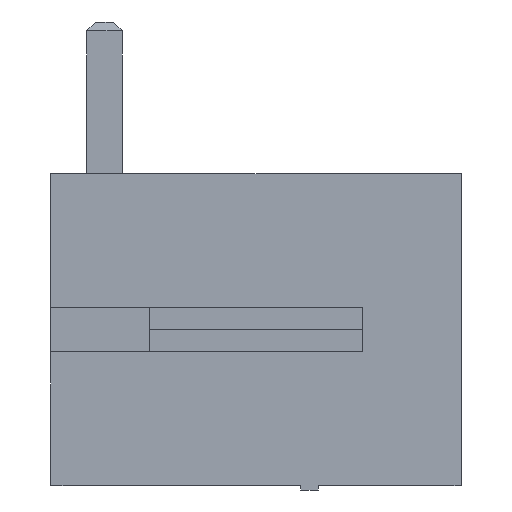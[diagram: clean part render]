
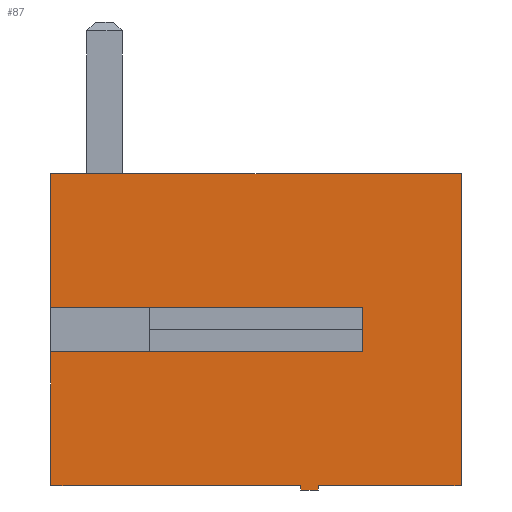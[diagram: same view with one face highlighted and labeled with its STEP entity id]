
A CAD part, front view. The second image highlights one B-rep face of the part: STEP entity #87.
In plain terms, the highlighted planar face has unit normal (0, -1, 0).
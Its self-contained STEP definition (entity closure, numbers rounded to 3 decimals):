
#61 = ORIENTED_EDGE ( 'NONE', *, *, #812, .F. ) ;
#87 = ADVANCED_FACE ( 'NONE', ( #9008 ), #5514, .T. ) ;
#553 = EDGE_CURVE ( 'NONE', #3248, #4525, #4237, .T. ) ;
#690 = LINE ( 'NONE', #7769, #2204 ) ;
#763 = CARTESIAN_POINT ( 'NONE',  ( 7., -14.8, -4. ) ) ;
#788 = DIRECTION ( 'NONE',  ( 1., 0., 0. ) ) ;
#812 = EDGE_CURVE ( 'NONE', #5468, #7968, #7451, .T. ) ;
#1074 = ORIENTED_EDGE ( 'NONE', *, *, #2119, .T. ) ;
#1265 = EDGE_CURVE ( 'NONE', #5048, #2672, #8996, .T. ) ;
#1307 = DIRECTION ( 'NONE',  ( -1., 0., 0. ) ) ;
#1333 = VECTOR ( 'NONE', #4185, 1000. ) ;
#1348 = CARTESIAN_POINT ( 'NONE',  ( 4.607, -14.8, -4. ) ) ;
#2008 = VERTEX_POINT ( 'NONE', #3723 ) ;
#2099 = DIRECTION ( 'NONE',  ( -1., 0., 0. ) ) ;
#2119 = EDGE_CURVE ( 'NONE', #8969, #3248, #690, .T. ) ;
#2175 = VECTOR ( 'NONE', #1307, 1000. ) ;
#2177 = LINE ( 'NONE', #2794, #8901 ) ;
#2204 = VECTOR ( 'NONE', #5493, 1000. ) ;
#2379 = EDGE_CURVE ( 'NONE', #4525, #8584, #2177, .T. ) ;
#2521 = DIRECTION ( 'NONE',  ( -1., 0., 0. ) ) ;
#2554 = CARTESIAN_POINT ( 'NONE',  ( 7., -14.8, -3. ) ) ;
#2672 = VERTEX_POINT ( 'NONE', #8181 ) ;
#2677 = DIRECTION ( 'NONE',  ( 0., 0., -1. ) ) ;
#2708 = CARTESIAN_POINT ( 'NONE',  ( 9.2, -14.8, -7. ) ) ;
#2753 = EDGE_CURVE ( 'NONE', #7968, #4545, #4007, .T. ) ;
#2756 = DIRECTION ( 'NONE',  ( 0., 0., 1. ) ) ;
#2794 = CARTESIAN_POINT ( 'NONE',  ( 0., -14.8, -3.523 ) ) ;
#2943 = DIRECTION ( 'NONE',  ( 0., 0., -1. ) ) ;
#3194 = CARTESIAN_POINT ( 'NONE',  ( 5.8, -14.8, -7.1 ) ) ;
#3231 = EDGE_CURVE ( 'NONE', #2008, #5468, #9009, .T. ) ;
#3248 = VERTEX_POINT ( 'NONE', #763 ) ;
#3263 = EDGE_LOOP ( 'NONE', ( #5914, #5926, #7185, #8725, #6703, #1074, #9195, #7097, #7654, #3342, #61, #5039 ) ) ;
#3342 = ORIENTED_EDGE ( 'NONE', *, *, #2753, .F. ) ;
#3723 = CARTESIAN_POINT ( 'NONE',  ( 6., -14.8, -7. ) ) ;
#3803 = EDGE_CURVE ( 'NONE', #6288, #4908, #4005, .T. ) ;
#3970 = VECTOR ( 'NONE', #8892, 1000. ) ;
#3978 = CARTESIAN_POINT ( 'NONE',  ( 5.6, -14.8, -7.1 ) ) ;
#3996 = CARTESIAN_POINT ( 'NONE',  ( 0., -14.8, -4. ) ) ;
#4005 = LINE ( 'NONE', #9032, #1333 ) ;
#4007 = LINE ( 'NONE', #6332, #5780 ) ;
#4033 = CARTESIAN_POINT ( 'NONE',  ( 6., -14.8, -7. ) ) ;
#4165 = CARTESIAN_POINT ( 'NONE',  ( 4.607, -14.8, -3.523 ) ) ;
#4185 = DIRECTION ( 'NONE',  ( 0., 0., 1. ) ) ;
#4237 = LINE ( 'NONE', #1348, #2175 ) ;
#4344 = VECTOR ( 'NONE', #5617, 1000. ) ;
#4375 = LINE ( 'NONE', #6569, #4548 ) ;
#4525 = VERTEX_POINT ( 'NONE', #3996 ) ;
#4545 = VERTEX_POINT ( 'NONE', #8505 ) ;
#4548 = VECTOR ( 'NONE', #788, 1000. ) ;
#4634 = EDGE_CURVE ( 'NONE', #8584, #4545, #6417, .T. ) ;
#4660 = VECTOR ( 'NONE', #2099, 1000. ) ;
#4703 = CARTESIAN_POINT ( 'NONE',  ( 0., -14.8, -3.523 ) ) ;
#4854 = DIRECTION ( 'NONE',  ( 0., -1., 0. ) ) ;
#4908 = VERTEX_POINT ( 'NONE', #5697 ) ;
#5039 = ORIENTED_EDGE ( 'NONE', *, *, #3231, .F. ) ;
#5048 = VERTEX_POINT ( 'NONE', #5529 ) ;
#5186 = EDGE_CURVE ( 'NONE', #4908, #5048, #6477, .T. ) ;
#5379 = CARTESIAN_POINT ( 'NONE',  ( 4.607, -14.8, -7. ) ) ;
#5453 = VECTOR ( 'NONE', #2677, 1000. ) ;
#5468 = VERTEX_POINT ( 'NONE', #5620 ) ;
#5493 = DIRECTION ( 'NONE',  ( 0., 0., -1. ) ) ;
#5514 = PLANE ( 'NONE',  #5567 ) ;
#5529 = CARTESIAN_POINT ( 'NONE',  ( 0., -14.8, 0. ) ) ;
#5567 = AXIS2_PLACEMENT_3D ( 'NONE', #4165, #4854, #8395 ) ;
#5617 = DIRECTION ( 'NONE',  ( 1., 0., 0. ) ) ;
#5620 = CARTESIAN_POINT ( 'NONE',  ( 6., -14.8, -7.1 ) ) ;
#5697 = CARTESIAN_POINT ( 'NONE',  ( 9.2, -14.8, 0. ) ) ;
#5780 = VECTOR ( 'NONE', #2756, 1000. ) ;
#5914 = ORIENTED_EDGE ( 'NONE', *, *, #8548, .T. ) ;
#5926 = ORIENTED_EDGE ( 'NONE', *, *, #3803, .T. ) ;
#6078 = DIRECTION ( 'NONE',  ( 0., 0., -1. ) ) ;
#6288 = VERTEX_POINT ( 'NONE', #2708 ) ;
#6332 = CARTESIAN_POINT ( 'NONE',  ( 5.6, -14.8, -7. ) ) ;
#6417 = LINE ( 'NONE', #8553, #4344 ) ;
#6477 = LINE ( 'NONE', #7154, #4660 ) ;
#6569 = CARTESIAN_POINT ( 'NONE',  ( 4.607, -14.8, -3. ) ) ;
#6703 = ORIENTED_EDGE ( 'NONE', *, *, #6714, .T. ) ;
#6714 = EDGE_CURVE ( 'NONE', #2672, #8969, #4375, .T. ) ;
#7097 = ORIENTED_EDGE ( 'NONE', *, *, #2379, .T. ) ;
#7154 = CARTESIAN_POINT ( 'NONE',  ( 4.6, -14.8, 0. ) ) ;
#7185 = ORIENTED_EDGE ( 'NONE', *, *, #5186, .T. ) ;
#7451 = LINE ( 'NONE', #3194, #9160 ) ;
#7654 = ORIENTED_EDGE ( 'NONE', *, *, #4634, .T. ) ;
#7769 = CARTESIAN_POINT ( 'NONE',  ( 7., -14.8, -3.523 ) ) ;
#7968 = VERTEX_POINT ( 'NONE', #3978 ) ;
#8181 = CARTESIAN_POINT ( 'NONE',  ( 0., -14.8, -3. ) ) ;
#8395 = DIRECTION ( 'NONE',  ( 0., 0., -1. ) ) ;
#8459 = VECTOR ( 'NONE', #6078, 1000. ) ;
#8505 = CARTESIAN_POINT ( 'NONE',  ( 5.6, -14.8, -7. ) ) ;
#8548 = EDGE_CURVE ( 'NONE', #2008, #6288, #8800, .T. ) ;
#8553 = CARTESIAN_POINT ( 'NONE',  ( 4.607, -14.8, -7. ) ) ;
#8584 = VERTEX_POINT ( 'NONE', #9102 ) ;
#8725 = ORIENTED_EDGE ( 'NONE', *, *, #1265, .T. ) ;
#8800 = LINE ( 'NONE', #5379, #3970 ) ;
#8892 = DIRECTION ( 'NONE',  ( 1., 0., 0. ) ) ;
#8901 = VECTOR ( 'NONE', #2943, 1000. ) ;
#8969 = VERTEX_POINT ( 'NONE', #2554 ) ;
#8996 = LINE ( 'NONE', #4703, #5453 ) ;
#9008 = FACE_OUTER_BOUND ( 'NONE', #3263, .T. ) ;
#9009 = LINE ( 'NONE', #4033, #8459 ) ;
#9032 = CARTESIAN_POINT ( 'NONE',  ( 9.2, -14.8, -3.523 ) ) ;
#9102 = CARTESIAN_POINT ( 'NONE',  ( 0., -14.8, -7. ) ) ;
#9160 = VECTOR ( 'NONE', #2521, 1000. ) ;
#9195 = ORIENTED_EDGE ( 'NONE', *, *, #553, .T. ) ;
